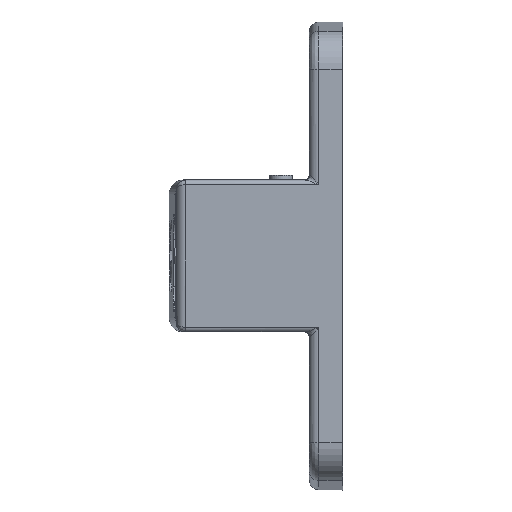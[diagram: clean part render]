
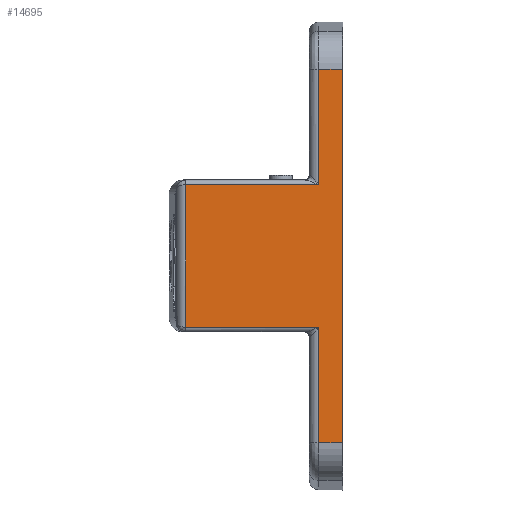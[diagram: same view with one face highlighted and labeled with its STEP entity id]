
A CAD part, left-side view. The second image highlights one B-rep face of the part: STEP entity #14695.
In plain terms, the highlighted planar face has unit normal (-1, 0.003, 0).
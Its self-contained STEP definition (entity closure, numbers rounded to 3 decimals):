
#330=PLANE('',#15994);
#1607=LINE('',#34319,#2774);
#1669=LINE('',#34640,#2836);
#1670=LINE('',#34644,#2837);
#1671=LINE('',#34645,#2838);
#1672=LINE('',#34647,#2839);
#1673=LINE('',#34649,#2840);
#1674=LINE('',#34651,#2841);
#1675=LINE('',#34652,#2842);
#2774=VECTOR('',#19005,1.);
#2836=VECTOR('',#19147,1.);
#2837=VECTOR('',#19150,1.);
#2838=VECTOR('',#19151,1.);
#2839=VECTOR('',#19152,1.);
#2840=VECTOR('',#19153,1.);
#2841=VECTOR('',#19154,1.);
#2842=VECTOR('',#19155,1.);
#3786=FACE_OUTER_BOUND('',#4698,.T.);
#4698=EDGE_LOOP('',(#12262,#12263,#12264,#12265,#12266,#12267,#12268,#12269));
#6702=VERTEX_POINT('',#34316);
#6703=VERTEX_POINT('',#34318);
#6766=VERTEX_POINT('',#34638);
#6767=VERTEX_POINT('',#34642);
#6768=VERTEX_POINT('',#34643);
#6769=VERTEX_POINT('',#34646);
#6770=VERTEX_POINT('',#34648);
#6771=VERTEX_POINT('',#34650);
#8572=EDGE_CURVE('',#6703,#6702,#1607,.T.);
#8663=EDGE_CURVE('',#6766,#6702,#1669,.T.);
#8664=EDGE_CURVE('',#6767,#6768,#1670,.T.);
#8665=EDGE_CURVE('',#6703,#6767,#1671,.T.);
#8666=EDGE_CURVE('',#6769,#6766,#1672,.T.);
#8667=EDGE_CURVE('',#6770,#6769,#1673,.T.);
#8668=EDGE_CURVE('',#6771,#6770,#1674,.T.);
#8669=EDGE_CURVE('',#6768,#6771,#1675,.T.);
#12262=ORIENTED_EDGE('',*,*,#8664,.F.);
#12263=ORIENTED_EDGE('',*,*,#8665,.F.);
#12264=ORIENTED_EDGE('',*,*,#8572,.T.);
#12265=ORIENTED_EDGE('',*,*,#8663,.F.);
#12266=ORIENTED_EDGE('',*,*,#8666,.F.);
#12267=ORIENTED_EDGE('',*,*,#8667,.F.);
#12268=ORIENTED_EDGE('',*,*,#8668,.F.);
#12269=ORIENTED_EDGE('',*,*,#8669,.F.);
#14695=ADVANCED_FACE('',(#3786),#330,.T.);
#15994=AXIS2_PLACEMENT_3D('',#34641,#19148,#19149);
#19005=DIRECTION('',(0.,0.,1.));
#19147=DIRECTION('',(-0.003,-1.,0.));
#19148=DIRECTION('center_axis',(-1.,0.003,
0.));
#19149=DIRECTION('ref_axis',(0.,0.,
1.));
#19150=DIRECTION('',(0.,0.,1.));
#19151=DIRECTION('',(0.003,1.,0.));
#19152=DIRECTION('',(0.,0.,1.));
#19153=DIRECTION('',(-0.003,-1.,0.));
#19154=DIRECTION('',(0.,0.,1.));
#19155=DIRECTION('',(0.003,1.,0.));
#34316=CARTESIAN_POINT('',(-20.677,0.029,19.655));
#34318=CARTESIAN_POINT('',(-20.677,0.029,-19.655));
#34319=CARTESIAN_POINT('',(-20.677,0.029,-19.655));
#34638=CARTESIAN_POINT('',(-20.671,2.529,19.655));
#34640=CARTESIAN_POINT('',(-20.671,2.529,19.655));
#34641=CARTESIAN_POINT('Origin',(-20.677,0.029,-19.655));
#34642=CARTESIAN_POINT('',(-20.671,2.529,-19.655));
#34643=CARTESIAN_POINT('',(-20.671,2.529,-7.5));
#34644=CARTESIAN_POINT('',(-20.671,2.529,-19.655));
#34645=CARTESIAN_POINT('',(-20.677,0.029,-19.655));
#34646=CARTESIAN_POINT('',(-20.671,2.529,7.5));
#34647=CARTESIAN_POINT('',(-20.671,2.529,7.5));
#34648=CARTESIAN_POINT('',(-20.636,16.529,7.5));
#34649=CARTESIAN_POINT('',(-20.636,16.529,7.5));
#34650=CARTESIAN_POINT('',(-20.636,16.529,-7.5));
#34651=CARTESIAN_POINT('',(-20.636,16.529,-7.5));
#34652=CARTESIAN_POINT('',(-20.671,2.529,-7.5));
